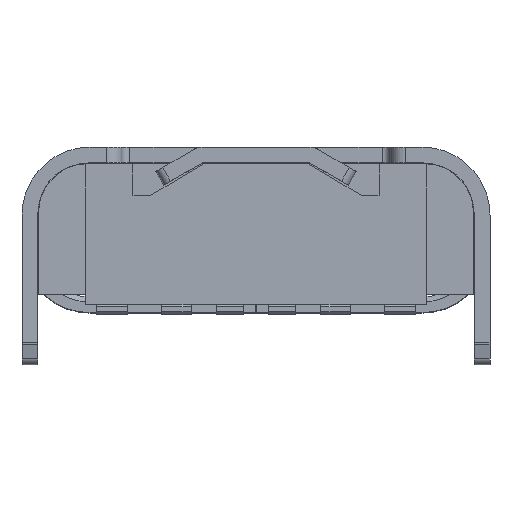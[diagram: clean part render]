
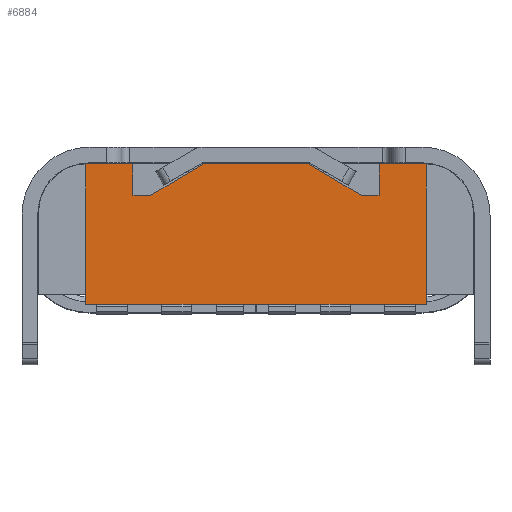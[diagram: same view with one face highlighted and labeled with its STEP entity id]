
A CAD part, top view. The second image highlights one B-rep face of the part: STEP entity #6884.
In plain terms, the highlighted face is planar.
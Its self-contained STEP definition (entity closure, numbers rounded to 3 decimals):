
#174 = VECTOR ( 'NONE', #2667, 1000. ) ;
#195 = CARTESIAN_POINT ( 'NONE',  ( -2.661, 1.667, 0.33 ) ) ;
#235 = CARTESIAN_POINT ( 'NONE',  ( 2.939, 1.067, 0.33 ) ) ;
#441 = VECTOR ( 'NONE', #11392, 1000. ) ;
#487 = VECTOR ( 'NONE', #13219, 1000. ) ;
#562 = CARTESIAN_POINT ( 'NONE',  ( -2.661, -1.013, 0.33 ) ) ;
#682 = ORIENTED_EDGE ( 'NONE', *, *, #16011, .F. ) ;
#1109 = VECTOR ( 'NONE', #11471, 1000. ) ;
#1146 = CARTESIAN_POINT ( 'NONE',  ( -2.661, 1.667, 0.33 ) ) ;
#1183 = CARTESIAN_POINT ( 'NONE',  ( -2.661, -1.013, 0.33 ) ) ;
#1283 = EDGE_CURVE ( 'NONE', #4697, #18107, #17199, .T. ) ;
#1473 = ORIENTED_EDGE ( 'NONE', *, *, #7871, .T. ) ;
#1495 = VECTOR ( 'NONE', #19825, 1000. ) ;
#1630 = DIRECTION ( 'NONE',  ( 0., -1., 0. ) ) ;
#2427 = CARTESIAN_POINT ( 'NONE',  ( 3.839, 1.667, 0.33 ) ) ;
#2517 = ORIENTED_EDGE ( 'NONE', *, *, #12878, .F. ) ;
#2532 = DIRECTION ( 'NONE',  ( -1., 0., 0. ) ) ;
#2574 = CARTESIAN_POINT ( 'NONE',  ( 3.839, 1.667, 0.33 ) ) ;
#2667 = DIRECTION ( 'NONE',  ( 1., 0., 0. ) ) ;
#2701 = EDGE_CURVE ( 'NONE', #10822, #20090, #17832, .T. ) ;
#2836 = CARTESIAN_POINT ( 'NONE',  ( 2.939, 1.667, 0.33 ) ) ;
#3021 = VECTOR ( 'NONE', #17025, 1000. ) ;
#3369 = VECTOR ( 'NONE', #16973, 1000. ) ;
#3657 = VERTEX_POINT ( 'NONE', #562 ) ;
#3913 = VECTOR ( 'NONE', #1630, 1000. ) ;
#3958 = CARTESIAN_POINT ( 'NONE',  ( 1.589, 1.667, 0.33 ) ) ;
#4177 = CARTESIAN_POINT ( 'NONE',  ( -2.661, 1.067, 0.33 ) ) ;
#4697 = VERTEX_POINT ( 'NONE', #14207 ) ;
#4941 = LINE ( 'NONE', #20825, #3913 ) ;
#4967 = CARTESIAN_POINT ( 'NONE',  ( -0.411, 1.667, 0.33 ) ) ;
#5065 = EDGE_CURVE ( 'NONE', #3657, #4697, #20602, .T. ) ;
#5713 = VECTOR ( 'NONE', #13031, 1000. ) ;
#5781 = LINE ( 'NONE', #4177, #15467 ) ;
#5820 = VECTOR ( 'NONE', #14045, 1000. ) ;
#5978 = LINE ( 'NONE', #3958, #3369 ) ;
#6062 = ORIENTED_EDGE ( 'NONE', *, *, #9967, .F. ) ;
#6368 = DIRECTION ( 'NONE',  ( 0., 1., 0. ) ) ;
#6683 = ORIENTED_EDGE ( 'NONE', *, *, #10010, .F. ) ;
#6739 = CARTESIAN_POINT ( 'NONE',  ( -1.761, 1.667, 0.33 ) ) ;
#6784 = EDGE_CURVE ( 'NONE', #10407, #14532, #18017, .T. ) ;
#6884 = ADVANCED_FACE ( 'NONE', ( #16730 ), #11598, .F. ) ;
#6998 = VERTEX_POINT ( 'NONE', #19852 ) ;
#7108 = CARTESIAN_POINT ( 'NONE',  ( -1.421, 1.067, 0.33 ) ) ;
#7220 = ORIENTED_EDGE ( 'NONE', *, *, #12648, .F. ) ;
#7626 = ORIENTED_EDGE ( 'NONE', *, *, #5065, .F. ) ;
#7653 = CARTESIAN_POINT ( 'NONE',  ( 3.839, -0.833, 0.33 ) ) ;
#7857 = CARTESIAN_POINT ( 'NONE',  ( 3.839, 1.667, 0.33 ) ) ;
#7871 = EDGE_CURVE ( 'NONE', #18322, #8697, #10180, .T. ) ;
#7893 = ORIENTED_EDGE ( 'NONE', *, *, #6784, .T. ) ;
#8697 = VERTEX_POINT ( 'NONE', #11810 ) ;
#9402 = CARTESIAN_POINT ( 'NONE',  ( -2.661, 1.667, 0.33 ) ) ;
#9447 = VERTEX_POINT ( 'NONE', #14761 ) ;
#9967 = EDGE_CURVE ( 'NONE', #20090, #14733, #15874, .T. ) ;
#10010 = EDGE_CURVE ( 'NONE', #6998, #8697, #12344, .T. ) ;
#10180 = LINE ( 'NONE', #4967, #1109 ) ;
#10250 = LINE ( 'NONE', #6739, #10859 ) ;
#10309 = LINE ( 'NONE', #10511, #3021 ) ;
#10407 = VERTEX_POINT ( 'NONE', #15634 ) ;
#10511 = CARTESIAN_POINT ( 'NONE',  ( 3.839, 1.667, 0.33 ) ) ;
#10639 = VERTEX_POINT ( 'NONE', #13263 ) ;
#10822 = VERTEX_POINT ( 'NONE', #2836 ) ;
#10844 = CARTESIAN_POINT ( 'NONE',  ( -2.661, 1.067, 0.33 ) ) ;
#10859 = VECTOR ( 'NONE', #14739, 1000. ) ;
#11333 = AXIS2_PLACEMENT_3D ( 'NONE', #195, #16615, #18129 ) ;
#11392 = DIRECTION ( 'NONE',  ( 1., 0., 0. ) ) ;
#11471 = DIRECTION ( 'NONE',  ( 0.86, 0.511, 0. ) ) ;
#11598 = PLANE ( 'NONE',  #11333 ) ;
#11810 = CARTESIAN_POINT ( 'NONE',  ( -0.411, 1.667, 0.33 ) ) ;
#12094 = ORIENTED_EDGE ( 'NONE', *, *, #20321, .T. ) ;
#12344 = LINE ( 'NONE', #1146, #20470 ) ;
#12648 = EDGE_CURVE ( 'NONE', #10407, #10639, #4941, .T. ) ;
#12878 = EDGE_CURVE ( 'NONE', #18322, #9447, #5781, .T. ) ;
#12895 = CARTESIAN_POINT ( 'NONE',  ( 2.939, 1.667, 0.33 ) ) ;
#13031 = DIRECTION ( 'NONE',  ( -1., 0., 0. ) ) ;
#13219 = DIRECTION ( 'NONE',  ( 0., -1., 0. ) ) ;
#13263 = CARTESIAN_POINT ( 'NONE',  ( -2.661, -0.833, 0.33 ) ) ;
#13545 = EDGE_CURVE ( 'NONE', #10639, #3657, #16308, .T. ) ;
#14045 = DIRECTION ( 'NONE',  ( -1., 0., 0. ) ) ;
#14207 = CARTESIAN_POINT ( 'NONE',  ( 3.839, -1.013, 0.33 ) ) ;
#14532 = VERTEX_POINT ( 'NONE', #15366 ) ;
#14733 = VERTEX_POINT ( 'NONE', #17495 ) ;
#14739 = DIRECTION ( 'NONE',  ( 0., 1., 0. ) ) ;
#14761 = CARTESIAN_POINT ( 'NONE',  ( -1.761, 1.067, 0.33 ) ) ;
#14840 = ORIENTED_EDGE ( 'NONE', *, *, #2701, .F. ) ;
#15366 = CARTESIAN_POINT ( 'NONE',  ( -1.761, 1.667, 0.33 ) ) ;
#15467 = VECTOR ( 'NONE', #17410, 1000. ) ;
#15634 = CARTESIAN_POINT ( 'NONE',  ( -2.661, 1.667, 0.33 ) ) ;
#15874 = LINE ( 'NONE', #10844, #5820 ) ;
#16011 = EDGE_CURVE ( 'NONE', #20641, #10822, #16242, .T. ) ;
#16242 = LINE ( 'NONE', #9402, #5713 ) ;
#16308 = LINE ( 'NONE', #16520, #1495 ) ;
#16520 = CARTESIAN_POINT ( 'NONE',  ( -2.661, 1.667, 0.33 ) ) ;
#16615 = DIRECTION ( 'NONE',  ( 0., 0., 1. ) ) ;
#16730 = FACE_OUTER_BOUND ( 'NONE', #20774, .T. ) ;
#16973 = DIRECTION ( 'NONE',  ( 0.86, -0.511, 0. ) ) ;
#17025 = DIRECTION ( 'NONE',  ( 0., 1., 0. ) ) ;
#17199 = LINE ( 'NONE', #2574, #19162 ) ;
#17410 = DIRECTION ( 'NONE',  ( -1., 0., 0. ) ) ;
#17495 = CARTESIAN_POINT ( 'NONE',  ( 2.599, 1.067, 0.33 ) ) ;
#17832 = LINE ( 'NONE', #12895, #487 ) ;
#18017 = LINE ( 'NONE', #7857, #441 ) ;
#18107 = VERTEX_POINT ( 'NONE', #7653 ) ;
#18129 = DIRECTION ( 'NONE',  ( 1., 0., 0. ) ) ;
#18282 = EDGE_CURVE ( 'NONE', #18107, #20641, #10309, .T. ) ;
#18322 = VERTEX_POINT ( 'NONE', #7108 ) ;
#19075 = ORIENTED_EDGE ( 'NONE', *, *, #20104, .F. ) ;
#19162 = VECTOR ( 'NONE', #6368, 1000. ) ;
#19825 = DIRECTION ( 'NONE',  ( 0., -1., 0. ) ) ;
#19852 = CARTESIAN_POINT ( 'NONE',  ( 1.589, 1.667, 0.33 ) ) ;
#20090 = VERTEX_POINT ( 'NONE', #235 ) ;
#20104 = EDGE_CURVE ( 'NONE', #9447, #14532, #10250, .T. ) ;
#20209 = ORIENTED_EDGE ( 'NONE', *, *, #13545, .F. ) ;
#20311 = ORIENTED_EDGE ( 'NONE', *, *, #1283, .F. ) ;
#20321 = EDGE_CURVE ( 'NONE', #6998, #14733, #5978, .T. ) ;
#20470 = VECTOR ( 'NONE', #2532, 1000. ) ;
#20602 = LINE ( 'NONE', #1183, #174 ) ;
#20641 = VERTEX_POINT ( 'NONE', #2427 ) ;
#20687 = ORIENTED_EDGE ( 'NONE', *, *, #18282, .F. ) ;
#20774 = EDGE_LOOP ( 'NONE', ( #6683, #12094, #6062, #14840, #682, #20687, #20311, #7626, #20209, #7220, #7893, #19075, #2517, #1473 ) ) ;
#20825 = CARTESIAN_POINT ( 'NONE',  ( -2.661, 1.667, 0.33 ) ) ;
